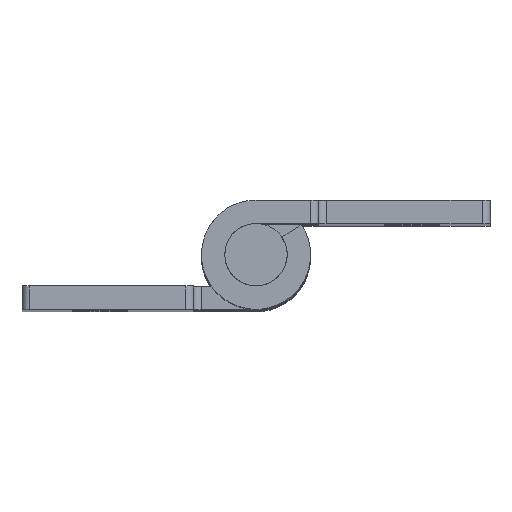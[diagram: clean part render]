
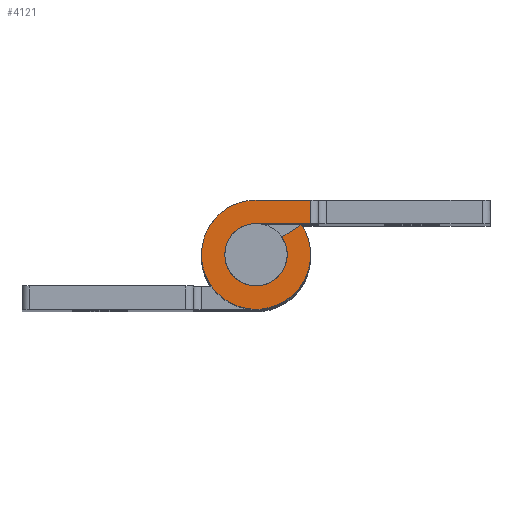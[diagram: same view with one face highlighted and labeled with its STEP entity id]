
A CAD part, top view. The second image highlights one B-rep face of the part: STEP entity #4121.
In plain terms, the highlighted free-form (B-spline) face has degree [1, 1] with [2, 2] control points.
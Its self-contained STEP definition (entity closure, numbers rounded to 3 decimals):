
#3674=CARTESIAN_POINT('',(3.5,2.0,99.0));
#3675=VERTEX_POINT('',#3674);
#3696=CARTESIAN_POINT('',(3.5,3.5,99.0));
#3697=VERTEX_POINT('',#3696);
#3711=CARTESIAN_POINT('',(3.5,2.0,99.0));
#3712=CARTESIAN_POINT('',(3.5,3.5,99.0));
#3713=QUASI_UNIFORM_CURVE('',1,(#3711,#3712),.UNSPECIFIED.,.F.,.U.);
#3714=EDGE_CURVE('',#3675,#3697,#3713,.T.);
#4052=CARTESIAN_POINT('',(-3.849,-3.847,99.0));
#4053=CARTESIAN_POINT('',(3.85,-3.847,99.0));
#4054=CARTESIAN_POINT('',(-3.849,3.85,99.0));
#4055=CARTESIAN_POINT('',(3.85,3.85,99.0));
#4056=B_SPLINE_SURFACE_WITH_KNOTS('',1,1,((#4052,#4054),(#4053,#4055)),.UNSPECIFIED.,.F.,.F.,.U.,(2,2),(2,2),(0.0,7.699),(0.0,7.696),.UNSPECIFIED.);
#4057=CARTESIAN_POINT('',(0.0,2.0,99.0));
#4058=VERTEX_POINT('',#4057);
#4059=CARTESIAN_POINT('',(3.5,2.0,99.0));
#4060=CARTESIAN_POINT('',(0.0,2.0,99.0));
#4061=QUASI_UNIFORM_CURVE('',1,(#4059,#4060),.UNSPECIFIED.,.F.,.U.);
#4062=EDGE_CURVE('',#3675,#4058,#4061,.T.);
#4063=ORIENTED_EDGE('',*,*,#4062,.F.);
#4064=ORIENTED_EDGE('',*,*,#3714,.T.);
#4065=CARTESIAN_POINT('',(0.,3.5,99.0));
#4066=VERTEX_POINT('',#4065);
#4067=CARTESIAN_POINT('',(0.,3.5,99.0));
#4068=CARTESIAN_POINT('',(3.5,3.5,99.0));
#4069=QUASI_UNIFORM_CURVE('',1,(#4067,#4068),.UNSPECIFIED.,.F.,.U.);
#4070=EDGE_CURVE('',#4066,#3697,#4069,.T.);
#4071=ORIENTED_EDGE('',*,*,#4070,.F.);
#4072=CARTESIAN_POINT('',(2.906,1.95,99.0));
#4073=VERTEX_POINT('',#4072);
#4074=CARTESIAN_POINT('',(2.906,1.95,99.0));
#4075=CARTESIAN_POINT('',(4.429,-0.319,99.0));
#4076=CARTESIAN_POINT('',(2.597,-2.347,99.0));
#4077=CARTESIAN_POINT('',(0.764,-4.374,99.0));
#4078=CARTESIAN_POINT('',(-1.647,-3.088,99.0));
#4079=CARTESIAN_POINT('',(-4.058,-1.802,99.0));
#4080=CARTESIAN_POINT('',(-3.396,0.849,99.0));
#4081=CARTESIAN_POINT('',(-2.733,3.5,99.0));
#4082=CARTESIAN_POINT('',(0.,3.5,99.0));
#4090=(BOUNDED_CURVE()B_SPLINE_CURVE(2,(#4074,#4075,#4076,#4077,#4078,#4079,#4080,#4081,#4082),.UNSPECIFIED.,.F.,.U.)B_SPLINE_CURVE_WITH_KNOTS((3,2,2,2,3),(0.0,0.25,0.5,0.75,1.0),.UNSPECIFIED.)CURVE()GEOMETRIC_REPRESENTATION_ITEM()RATIONAL_B_SPLINE_CURVE((1.0,0.788,1.0,0.788,1.0,0.788,1.0,0.788,1.0))REPRESENTATION_ITEM(''));
#4091=EDGE_CURVE('',#4073,#4066,#4090,.T.);
#4092=ORIENTED_EDGE('',*,*,#4091,.F.);
#4093=CARTESIAN_POINT('',(1.661,1.114,99.0));
#4094=VERTEX_POINT('',#4093);
#4095=CARTESIAN_POINT('',(1.661,1.114,99.0));
#4096=CARTESIAN_POINT('',(2.906,1.95,99.0));
#4097=QUASI_UNIFORM_CURVE('',1,(#4095,#4096),.UNSPECIFIED.,.F.,.U.);
#4098=EDGE_CURVE('',#4094,#4073,#4097,.T.);
#4099=ORIENTED_EDGE('',*,*,#4098,.F.);
#4100=CARTESIAN_POINT('',(1.661,1.114,99.0));
#4101=CARTESIAN_POINT('',(2.531,-0.182,99.));
#4102=CARTESIAN_POINT('',(1.484,-1.341,99.0));
#4103=CARTESIAN_POINT('',(0.437,-2.5,99.));
#4104=CARTESIAN_POINT('',(-0.941,-1.765,99.0));
#4105=CARTESIAN_POINT('',(-2.319,-1.03,99.));
#4106=CARTESIAN_POINT('',(-1.94,0.485,99.0));
#4107=CARTESIAN_POINT('',(-1.562,2.,99.));
#4108=CARTESIAN_POINT('',(0.0,2.0,99.0));
#4116=(BOUNDED_CURVE()B_SPLINE_CURVE(2,(#4100,#4101,#4102,#4103,#4104,#4105,#4106,#4107,#4108),.UNSPECIFIED.,.F.,.U.)B_SPLINE_CURVE_WITH_KNOTS((3,2,2,2,3),(0.0,0.25,0.5,0.75,1.0),.UNSPECIFIED.)CURVE()GEOMETRIC_REPRESENTATION_ITEM()RATIONAL_B_SPLINE_CURVE((1.0,0.788,1.0,0.788,1.0,0.788,1.0,0.788,1.0))REPRESENTATION_ITEM(''));
#4117=EDGE_CURVE('',#4094,#4058,#4116,.T.);
#4118=ORIENTED_EDGE('',*,*,#4117,.T.);
#4119=EDGE_LOOP('',(#4063,#4064,#4071,#4092,#4099,#4118));
#4120=FACE_OUTER_BOUND('',#4119,.T.);
#4121=ADVANCED_FACE('',(#4120),#4056,.T.);
